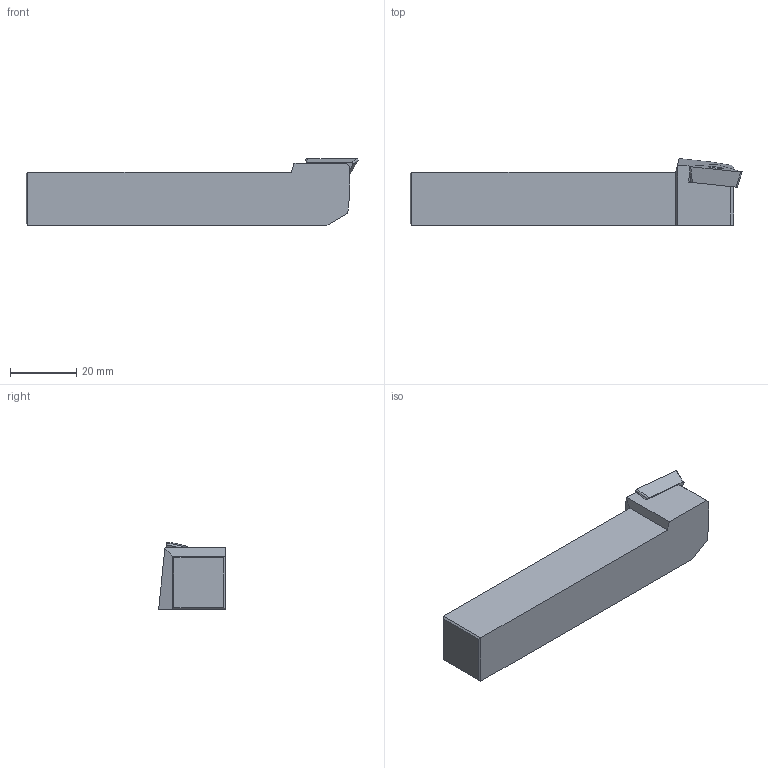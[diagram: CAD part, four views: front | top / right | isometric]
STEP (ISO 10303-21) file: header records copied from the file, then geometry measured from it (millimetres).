
FILE_DESCRIPTION((''),'2;1');
FILE_NAME('309-040-002_QU1_ASM','2017-09-15T',('piechottad'),(''),'CREO PARAMETRIC BY PTC INC, 2016380','CREO PARAMETRIC BY PTC INC, 2016380','');
FILE_SCHEMA(('AUTOMOTIVE_DESIGN { 1 0 10303 214 1 1 1 1 }'));
Length unit declared in the file: millimetre
Products named in the file (3): 70533016NC; 70533016C; 309-040-002_QU1_ASM
Assembly tree (2 placements, depth 2):
  309-040-002_QU1_ASM
    70533016NC
    70533016C
Bounding box: 100.01 x 20.09 x 20 mm (x, y, z)
Volume: 26105.5 mm3; surface area: 7465.3 mm2
Topology: 2 solids, 2 shells, 34 faces, 89 edges, 59 vertices
Faces by surface type: plane 25, cylinder 5, torus 2, cone 2
Entity records: 2403 total; most frequent: CARTESIAN_POINT 270, DIRECTION 237, ORIENTED_EDGE 162, PRESENTATION_STYLE_ASSIGNMENT 130, STYLED_ITEM 130, CURVE_STYLE 127, PROPERTY_DEFINITION 119, REPRESENTATION 117
